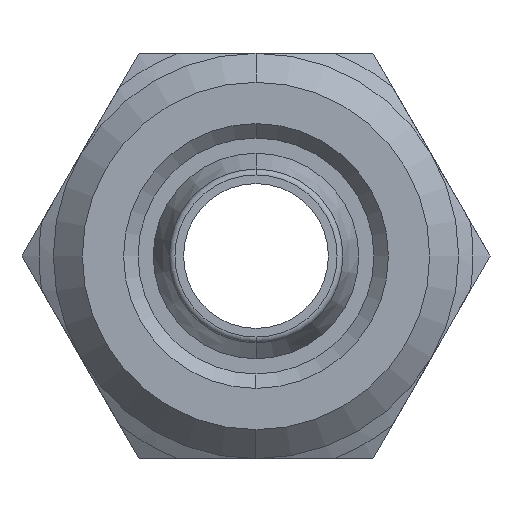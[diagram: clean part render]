
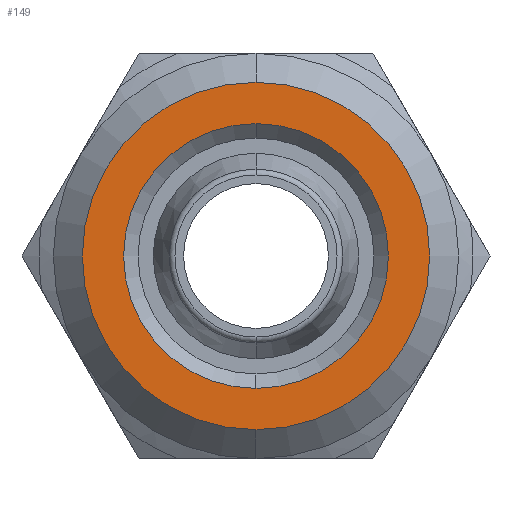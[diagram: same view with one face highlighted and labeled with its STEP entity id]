
A CAD part, front view. The second image highlights one B-rep face of the part: STEP entity #149.
In plain terms, the highlighted planar face has unit normal (0, -1, 0).
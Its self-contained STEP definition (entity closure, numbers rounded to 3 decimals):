
#19 = AXIS2_PLACEMENT_3D ( 'NONE', #1875, #1874, #1870 ) ;
#20 = CIRCLE ( 'NONE', #19, 6. ) ;
#26 = AXIS2_PLACEMENT_3D ( 'NONE', #1910, #1908, #1907 ) ;
#27 = CIRCLE ( 'NONE', #26, 4.575 ) ;
#149 = ADVANCED_FACE ( 'NONE', ( #1646, #1645 ), #649, .T. ) ;
#187 = EDGE_CURVE ( 'NONE', #3039, #3038, #908, .T. ) ;
#192 = EDGE_CURVE ( 'NONE', #3040, #3041, #3075, .T. ) ;
#395 = EDGE_CURVE ( 'NONE', #3038, #3039, #27, .T. ) ;
#400 = EDGE_CURVE ( 'NONE', #3041, #3040, #20, .T. ) ;
#528 = DIRECTION ( 'NONE',  ( 0., 0., -1. ) ) ;
#530 = DIRECTION ( 'NONE',  ( 0., 1., 0. ) ) ;
#531 = CARTESIAN_POINT ( 'NONE',  ( 0., 2.5, 0. ) ) ;
#548 = DIRECTION ( 'NONE',  ( 0., 0., -1. ) ) ;
#549 = DIRECTION ( 'NONE',  ( 0., 1., 0. ) ) ;
#550 = CARTESIAN_POINT ( 'NONE',  ( 0., 2.5, 0. ) ) ;
#646 = DIRECTION ( 'NONE',  ( 0., 0., 1. ) ) ;
#647 = DIRECTION ( 'NONE',  ( 0., -1., 0. ) ) ;
#648 = CARTESIAN_POINT ( 'NONE',  ( -6., 2.5, 0. ) ) ;
#649 = PLANE ( 'NONE',  #953 ) ;
#881 = ORIENTED_EDGE ( 'NONE', *, *, #395, .T. ) ;
#889 = ORIENTED_EDGE ( 'NONE', *, *, #400, .F. ) ;
#890 = ORIENTED_EDGE ( 'NONE', *, *, #192, .F. ) ;
#896 = AXIS2_PLACEMENT_3D ( 'NONE', #550, #549, #548 ) ;
#908 = CIRCLE ( 'NONE', #896, 4.575 ) ;
#953 = AXIS2_PLACEMENT_3D ( 'NONE', #648, #647, #646 ) ;
#1061 = ORIENTED_EDGE ( 'NONE', *, *, #187, .T. ) ;
#1139 = CARTESIAN_POINT ( 'NONE',  ( 0., 2.5, 6. ) ) ;
#1140 = CARTESIAN_POINT ( 'NONE',  ( 0., 2.5, -6. ) ) ;
#1141 = CARTESIAN_POINT ( 'NONE',  ( 0., 2.5, 4.575 ) ) ;
#1142 = CARTESIAN_POINT ( 'NONE',  ( 0., 2.5, -4.575 ) ) ;
#1645 = FACE_OUTER_BOUND ( 'NONE', #2333, .T. ) ;
#1646 = FACE_BOUND ( 'NONE', #2332, .T. ) ;
#1870 = DIRECTION ( 'NONE',  ( 0., 0., -1. ) ) ;
#1874 = DIRECTION ( 'NONE',  ( 0., 1., 0. ) ) ;
#1875 = CARTESIAN_POINT ( 'NONE',  ( 0., 2.5, 0. ) ) ;
#1907 = DIRECTION ( 'NONE',  ( 0., 0., -1. ) ) ;
#1908 = DIRECTION ( 'NONE',  ( 0., 1., 0. ) ) ;
#1910 = CARTESIAN_POINT ( 'NONE',  ( 0., 2.5, 0. ) ) ;
#2332 = EDGE_LOOP ( 'NONE', ( #1061, #881 ) ) ;
#2333 = EDGE_LOOP ( 'NONE', ( #890, #889 ) ) ;
#3038 = VERTEX_POINT ( 'NONE', #1142 ) ;
#3039 = VERTEX_POINT ( 'NONE', #1141 ) ;
#3040 = VERTEX_POINT ( 'NONE', #1140 ) ;
#3041 = VERTEX_POINT ( 'NONE', #1139 ) ;
#3075 = CIRCLE ( 'NONE', #3226, 6. ) ;
#3226 = AXIS2_PLACEMENT_3D ( 'NONE', #531, #530, #528 ) ;
